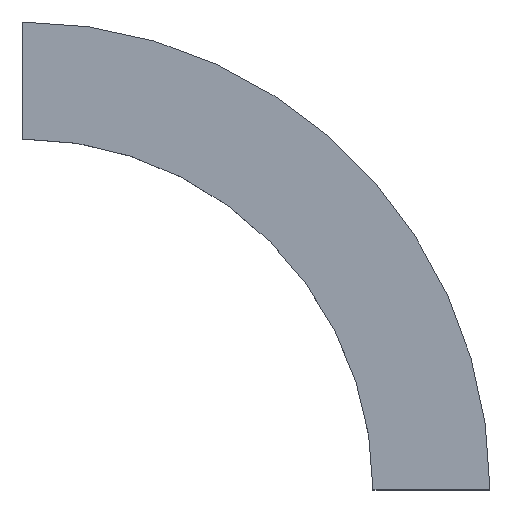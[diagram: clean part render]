
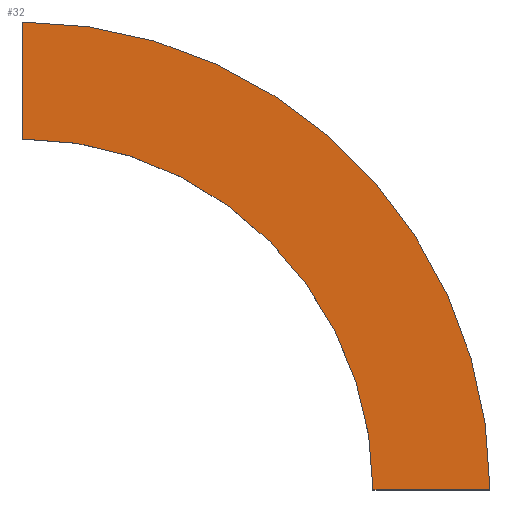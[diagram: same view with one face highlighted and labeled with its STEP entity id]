
A CAD part, top view. The second image highlights one B-rep face of the part: STEP entity #32.
In plain terms, the highlighted planar face has unit normal (0, 0, 1).
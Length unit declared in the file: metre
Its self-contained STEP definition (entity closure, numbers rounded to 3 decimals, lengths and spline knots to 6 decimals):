
#32 = ADVANCED_FACE( '', ( #62 ), #63, .T. );
#62 = FACE_OUTER_BOUND( '', #87, .T. );
#63 = PLANE( '', #88 );
#87 = EDGE_LOOP( '', ( #111, #112, #113, #114 ) );
#88 = AXIS2_PLACEMENT_3D( '', #115, #116, #117 );
#111 = ORIENTED_EDGE( '', *, *, #156, .F. );
#112 = ORIENTED_EDGE( '', *, *, #157, .T. );
#113 = ORIENTED_EDGE( '', *, *, #158, .T. );
#114 = ORIENTED_EDGE( '', *, *, #153, .F. );
#115 = CARTESIAN_POINT( '', ( 0., 0., 0.00005 ) );
#116 = DIRECTION( '', ( 0., 0., 1. ) );
#117 = DIRECTION( '', ( 1., 0., 0. ) );
#153 = EDGE_CURVE( '', #172, #174, #175, .T. );
#156 = EDGE_CURVE( '', #178, #172, #179, .T. );
#157 = EDGE_CURVE( '', #178, #180, #181, .T. );
#158 = EDGE_CURVE( '', #180, #174, #182, .T. );
#172 = VERTEX_POINT( '', #199 );
#174 = VERTEX_POINT( '', #202 );
#175 = LINE( '', #203, #204 );
#178 = VERTEX_POINT( '', #208 );
#179 = CIRCLE( '', #209, 0.000375 );
#180 = VERTEX_POINT( '', #210 );
#181 = LINE( '', #211, #212 );
#182 = CIRCLE( '', #213, 0.0005 );
#199 = CARTESIAN_POINT( '', ( 0., 0.000375, 0.00005 ) );
#202 = CARTESIAN_POINT( '', ( 0., 0.0005, 0.00005 ) );
#203 = CARTESIAN_POINT( '', ( 0., 0.000438, 0.00005 ) );
#204 = VECTOR( '', #230, 1. );
#208 = CARTESIAN_POINT( '', ( 0.000375, 0., 0.00005 ) );
#209 = AXIS2_PLACEMENT_3D( '', #232, #233, #234 );
#210 = CARTESIAN_POINT( '', ( 0.0005, 0., 0.00005 ) );
#211 = CARTESIAN_POINT( '', ( 0.000438, 0., 0.00005 ) );
#212 = VECTOR( '', #235, 1. );
#213 = AXIS2_PLACEMENT_3D( '', #236, #237, #238 );
#230 = DIRECTION( '', ( 0., 1., 0. ) );
#232 = CARTESIAN_POINT( '', ( 0., 0., 0.00005 ) );
#233 = DIRECTION( '', ( 0., 0., 1. ) );
#234 = DIRECTION( '', ( 1., 0., 0. ) );
#235 = DIRECTION( '', ( 1., 0., 0. ) );
#236 = CARTESIAN_POINT( '', ( 0., 0., 0.00005 ) );
#237 = DIRECTION( '', ( 0., 0., 1. ) );
#238 = DIRECTION( '', ( 1., 0., 0. ) );
